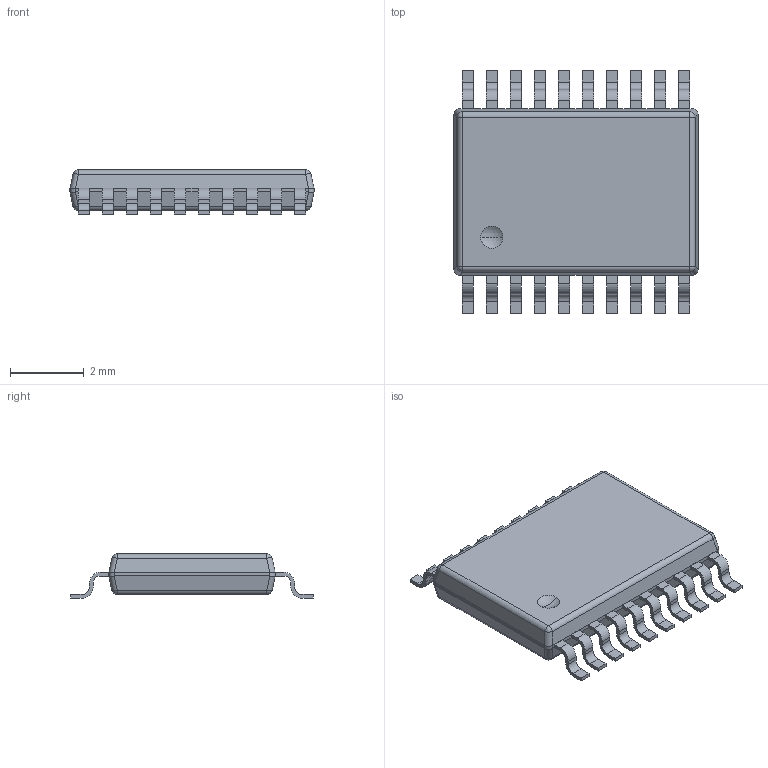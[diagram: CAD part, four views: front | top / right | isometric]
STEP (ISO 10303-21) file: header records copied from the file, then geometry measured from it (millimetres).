
FILE_DESCRIPTION (( 'STEP AP214' ), '1' );
FILE_NAME ('SW3dPS-TSSOP-20.STEP', '2009-07-13T06:47:32', ( 'SysAdmin' ), ( 'SolidWorks' ), 'SwSTEP 2.0', 'SolidWorks 2009', '' );
FILE_SCHEMA (( 'AUTOMOTIVE_DESIGN' ));
Length unit declared in the file: millimetre
Products named in the file (1): SW3dPS-TSSOP-20
Bounding box: 6.6 x 6.55 x 1.2 mm (x, y, z)
Volume: 32.2 mm3; surface area: 100.5 mm2
Topology: 11 solids, 11 shells, 326 faces, 844 edges, 541 vertices
Faces by surface type: plane 214, cylinder 102, sphere 10
Entity records: 10578 total; most frequent: CARTESIAN_POINT 1784, ORIENTED_EDGE 1688, DIRECTION 1664, EDGE_CURVE 844, VECTOR 630, LINE 630, VERTEX_POINT 541, AXIS2_PLACEMENT_3D 517
